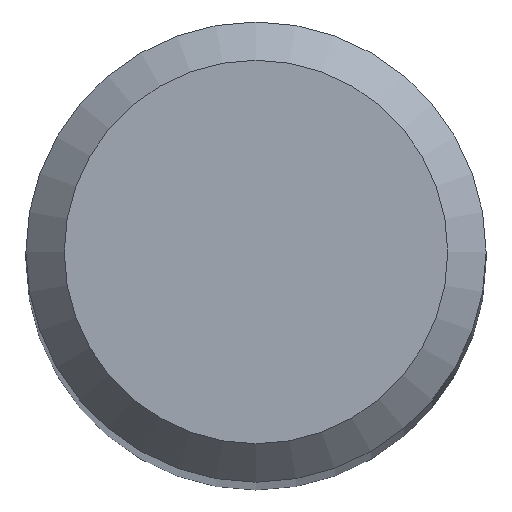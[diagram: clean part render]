
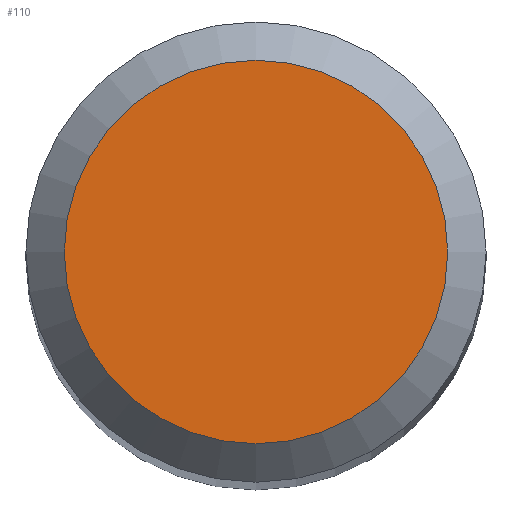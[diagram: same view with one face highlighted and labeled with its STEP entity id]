
A CAD part, top view. The second image highlights one B-rep face of the part: STEP entity #110.
In plain terms, the highlighted planar face has unit normal (0, 0, 1).
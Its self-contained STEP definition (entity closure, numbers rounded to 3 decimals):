
#46 = CIRCLE ( 'NONE', #102, 2.5 ) ;
#55 = CARTESIAN_POINT ( 'NONE',  ( 0., 2.5, 75. ) ) ;
#71 = ORIENTED_EDGE ( 'NONE', *, *, #104, .F. ) ;
#82 = FACE_OUTER_BOUND ( 'NONE', #108, .T. ) ;
#84 = DIRECTION ( 'NONE',  ( 0., 0., -1. ) ) ;
#102 = AXIS2_PLACEMENT_3D ( 'NONE', #118, #210, #230 ) ;
#104 = EDGE_CURVE ( 'NONE', #133, #133, #46, .T. ) ;
#108 = EDGE_LOOP ( 'NONE', ( #71 ) ) ;
#110 = ADVANCED_FACE ( 'NONE', ( #82 ), #195, .F. ) ;
#118 = CARTESIAN_POINT ( 'NONE',  ( 0., 0., 75. ) ) ;
#133 = VERTEX_POINT ( 'NONE', #55 ) ;
#161 = AXIS2_PLACEMENT_3D ( 'NONE', #190, #84, #177 ) ;
#177 = DIRECTION ( 'NONE',  ( 0., 1., 0. ) ) ;
#190 = CARTESIAN_POINT ( 'NONE',  ( 0., 0., 75. ) ) ;
#195 = PLANE ( 'NONE',  #161 ) ;
#210 = DIRECTION ( 'NONE',  ( 0., 0., -1. ) ) ;
#230 = DIRECTION ( 'NONE',  ( 0., 1., 0. ) ) ;
